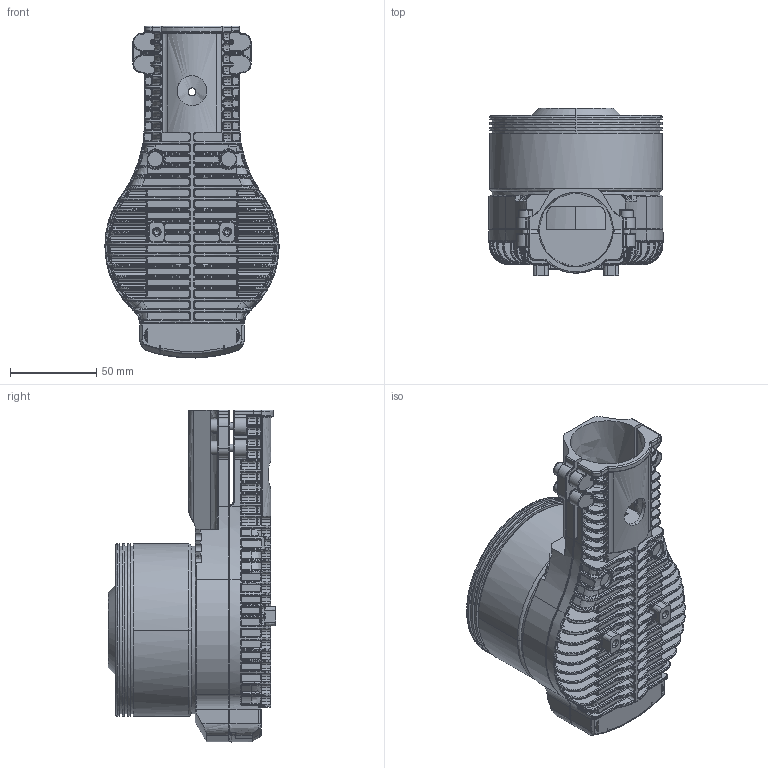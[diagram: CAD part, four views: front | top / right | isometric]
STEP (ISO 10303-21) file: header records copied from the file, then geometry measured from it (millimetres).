
FILE_DESCRIPTION(('FreeCAD Model'),'2;1');
FILE_NAME('Open CASCADE Shape Model','2025-04-27T13:04:27',('FreeCAD'),( 'FreeCAD'),'Open CASCADE STEP processor 7.6','FreeCAD','Unknown');
FILE_SCHEMA(('AUTOMOTIVE_DESIGN { 1 0 10303 214 1 1 1 1 }'));
Products named in the file (1): Open CASCADE STEP translator 7.6 1
Bounding box: 101.01 x 97.4 x 192.62 mm (x, y, z)
Volume: 737880.1 mm3; surface area: 109883.2 mm2
Topology: 1 solids, 10 shells, 3978 faces, 9635 edges, 5454 vertices
Faces by surface type: bspline 3978
Entity records: 129153 total; most frequent: CARTESIAN_POINT 78029, ORIENTED_EDGE 18758, EDGE_CURVE 9379, VERTEX_POINT 5454, B_SPLINE_CURVE_WITH_KNOTS 4653, FACE_BOUND 4031, EDGE_LOOP 4031, ADVANCED_FACE 3978
